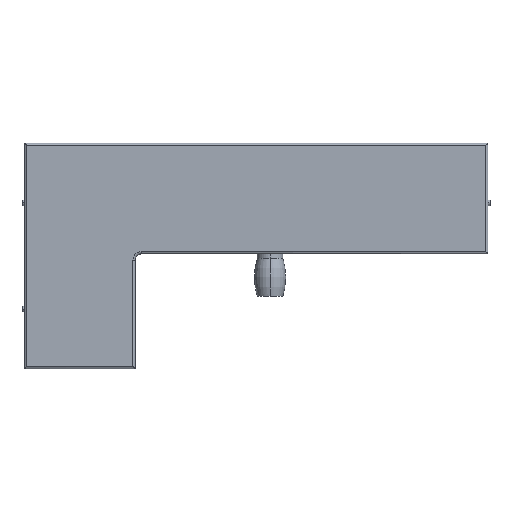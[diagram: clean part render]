
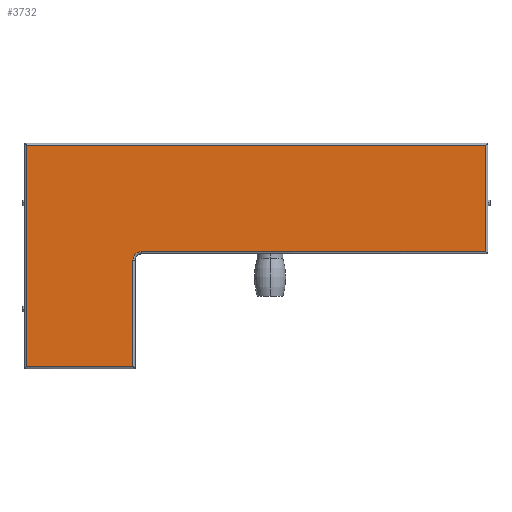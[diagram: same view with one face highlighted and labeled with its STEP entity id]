
A CAD part, top view. The second image highlights one B-rep face of the part: STEP entity #3732.
In plain terms, the highlighted planar face has unit normal (0, 0, 1).
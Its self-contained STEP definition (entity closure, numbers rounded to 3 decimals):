
#27 = VERTEX_POINT ( 'NONE', #3722 ) ;
#114 = VECTOR ( 'NONE', #2942, 1000. ) ;
#127 = LINE ( 'NONE', #2911, #6591 ) ;
#207 = CARTESIAN_POINT ( 'NONE',  ( -60.5, -29., 16. ) ) ;
#484 = EDGE_CURVE ( 'NONE', #4679, #696, #3812, .T. ) ;
#570 = DIRECTION ( 'NONE',  ( 0., 1., 0. ) ) ;
#631 = DIRECTION ( 'NONE',  ( 0., -1., 0. ) ) ;
#696 = VERTEX_POINT ( 'NONE', #5840 ) ;
#985 = VECTOR ( 'NONE', #631, 1000. ) ;
#1128 = DIRECTION ( 'NONE',  ( 1., 0., 0. ) ) ;
#1350 = CARTESIAN_POINT ( 'NONE',  ( 0., 25., 16. ) ) ;
#1501 = VECTOR ( 'NONE', #570, 1000. ) ;
#1568 = VECTOR ( 'NONE', #4222, 1000. ) ;
#1647 = LINE ( 'NONE', #3305, #7336 ) ;
#1903 = EDGE_CURVE ( 'NONE', #5045, #4679, #5176, .T. ) ;
#2093 = AXIS2_PLACEMENT_3D ( 'NONE', #207, #6774, #5015 ) ;
#2327 = EDGE_CURVE ( 'NONE', #27, #6768, #3457, .T. ) ;
#2351 = DIRECTION ( 'NONE',  ( 1., 0., 0. ) ) ;
#2599 = LINE ( 'NONE', #6540, #985 ) ;
#2624 = ORIENTED_EDGE ( 'NONE', *, *, #3227, .T. ) ;
#2659 = ORIENTED_EDGE ( 'NONE', *, *, #7575, .T. ) ;
#2841 = CARTESIAN_POINT ( 'NONE',  ( -64.5, -29., 16. ) ) ;
#2871 = EDGE_LOOP ( 'NONE', ( #4581, #5598, #4403, #5507, #2659, #2624, #4028 ) ) ;
#2911 = CARTESIAN_POINT ( 'NONE',  ( 0., -25., 16. ) ) ;
#2942 = DIRECTION ( 'NONE',  ( 0., 1., 0. ) ) ;
#3227 = EDGE_CURVE ( 'NONE', #6556, #27, #1647, .T. ) ;
#3305 = CARTESIAN_POINT ( 'NONE',  ( 0., -79., 16. ) ) ;
#3457 = LINE ( 'NONE', #5399, #1501 ) ;
#3573 = CARTESIAN_POINT ( 'NONE',  ( 101.5, 0., 16. ) ) ;
#3722 = CARTESIAN_POINT ( 'NONE',  ( -64.5, -79., 16. ) ) ;
#3732 = ADVANCED_FACE ( 'NONE', ( #4957 ), #4715, .T. ) ;
#3812 = LINE ( 'NONE', #1350, #1568 ) ;
#4028 = ORIENTED_EDGE ( 'NONE', *, *, #2327, .T. ) ;
#4222 = DIRECTION ( 'NONE',  ( -1., 0., 0. ) ) ;
#4389 = CARTESIAN_POINT ( 'NONE',  ( -114.5, -79., 16. ) ) ;
#4403 = ORIENTED_EDGE ( 'NONE', *, *, #1903, .T. ) ;
#4581 = ORIENTED_EDGE ( 'NONE', *, *, #6272, .T. ) ;
#4679 = VERTEX_POINT ( 'NONE', #7285 ) ;
#4715 = PLANE ( 'NONE',  #7607 ) ;
#4775 = DIRECTION ( 'NONE',  ( 1., 0., 0. ) ) ;
#4957 = FACE_OUTER_BOUND ( 'NONE', #2871, .T. ) ;
#5015 = DIRECTION ( 'NONE',  ( 1., 0., 0. ) ) ;
#5040 = CIRCLE ( 'NONE', #2093, 4. ) ;
#5045 = VERTEX_POINT ( 'NONE', #6271 ) ;
#5176 = LINE ( 'NONE', #3573, #114 ) ;
#5205 = EDGE_CURVE ( 'NONE', #6352, #5045, #127, .T. ) ;
#5399 = CARTESIAN_POINT ( 'NONE',  ( -64.5, 0., 16. ) ) ;
#5507 = ORIENTED_EDGE ( 'NONE', *, *, #484, .T. ) ;
#5598 = ORIENTED_EDGE ( 'NONE', *, *, #5205, .T. ) ;
#5840 = CARTESIAN_POINT ( 'NONE',  ( -114.5, 25., 16. ) ) ;
#6271 = CARTESIAN_POINT ( 'NONE',  ( 101.5, -25., 16. ) ) ;
#6272 = EDGE_CURVE ( 'NONE', #6768, #6352, #5040, .T. ) ;
#6352 = VERTEX_POINT ( 'NONE', #6811 ) ;
#6536 = CARTESIAN_POINT ( 'NONE',  ( 0., 0., 16. ) ) ;
#6540 = CARTESIAN_POINT ( 'NONE',  ( -114.5, 0., 16. ) ) ;
#6556 = VERTEX_POINT ( 'NONE', #4389 ) ;
#6591 = VECTOR ( 'NONE', #1128, 1000. ) ;
#6768 = VERTEX_POINT ( 'NONE', #2841 ) ;
#6774 = DIRECTION ( 'NONE',  ( 0., 0., -1. ) ) ;
#6811 = CARTESIAN_POINT ( 'NONE',  ( -60.5, -25., 16. ) ) ;
#7107 = DIRECTION ( 'NONE',  ( 0., 0., 1. ) ) ;
#7285 = CARTESIAN_POINT ( 'NONE',  ( 101.5, 25., 16. ) ) ;
#7336 = VECTOR ( 'NONE', #2351, 1000. ) ;
#7575 = EDGE_CURVE ( 'NONE', #696, #6556, #2599, .T. ) ;
#7607 = AXIS2_PLACEMENT_3D ( 'NONE', #6536, #7107, #4775 ) ;
